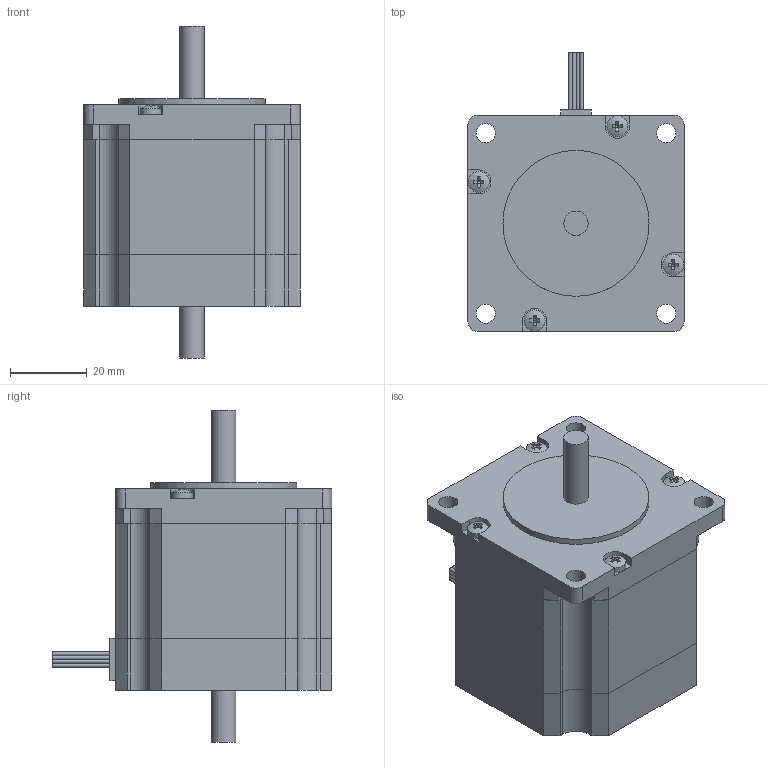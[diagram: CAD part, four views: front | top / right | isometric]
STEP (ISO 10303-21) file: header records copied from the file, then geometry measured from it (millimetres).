
FILE_DESCRIPTION((''),'2;1');
FILE_NAME('STEPPING_MOTOR_ST5709S.stp','2008-04-24T11:03:38',('wei_j'),(''),'Autodesk Inventor 2008','Autodesk Inventor 2008','');
FILE_SCHEMA(('AUTOMOTIVE_DESIGN { 1 0 10303 214 1 1 1 1 }'));
Length unit declared in the file: millimetre
Products named in the file (9): STEPPING_MOTOR_ST5709S; Frontcap_ST5709; Schrauben_ISO_7045_M3; shaft_forward_5709; Endcap ST5709_kompl; Endcap_5709; leads_4_ST5709; Stator_5709_S; shaft_rear_6.35x13.5
Assembly tree (11 placements, depth 3):
  STEPPING_MOTOR_ST5709S
    Frontcap_ST5709
    Schrauben_ISO_7045_M3  x4
    shaft_forward_5709
    Endcap ST5709_kompl
      Endcap_5709
      leads_4_ST5709
    Stator_5709_S
    shaft_rear_6.35x13.5
Bounding box: 56.4 x 72.9 x 86.6 mm (x, y, z)
Volume: 153404 mm3; surface area: 31208.9 mm2
Topology: 11 solids, 11 shells, 312 faces, 680 edges, 375 vertices
Faces by surface type: plane 223, cylinder 75, bspline 10, sphere 4
Full cylindrical faces by diameter (mm): 5.5 x4, 6.35 x2, 38.1 x1
Entity records: 6765 total; most frequent: CARTESIAN_POINT 1234, DIRECTION 1174, ORIENTED_EDGE 1032, EDGE_CURVE 516, AXIS2_PLACEMENT_3D 417, VECTOR 340, LINE 340, VERTEX_POINT 297
